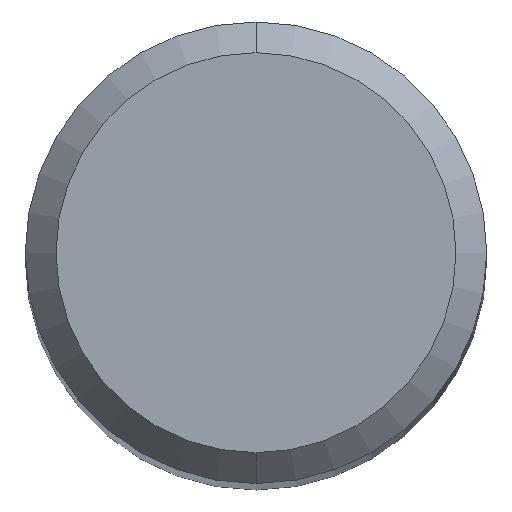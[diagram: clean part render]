
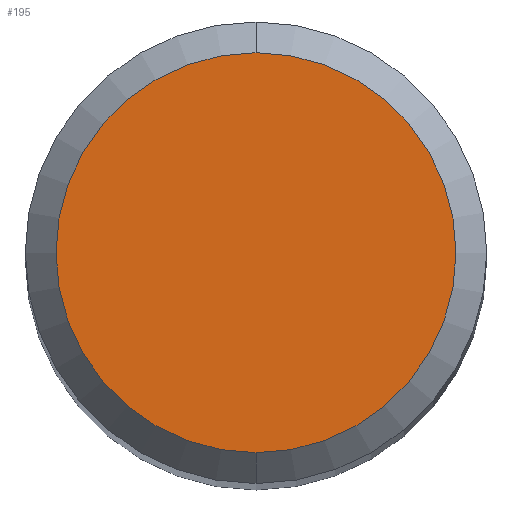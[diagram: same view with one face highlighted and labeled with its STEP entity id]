
A CAD part, top view. The second image highlights one B-rep face of the part: STEP entity #195.
In plain terms, the highlighted planar face has unit normal (0, 0, 1).
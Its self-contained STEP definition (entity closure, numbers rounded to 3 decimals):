
#139=EDGE_CURVE('',#147,#163,#297,.T.);
#147=VERTEX_POINT('',#305);
#163=VERTEX_POINT('',#322);
#195=ADVANCED_FACE('',(#358),#359,.T.);
#201=EDGE_CURVE('',#163,#147,#365,.T.);
#297=CIRCLE('',#472,2.6);
#305=CARTESIAN_POINT('',(0.,-2.6,0.));
#322=CARTESIAN_POINT('',(0.0,2.6,0.));
#358=FACE_OUTER_BOUND('',#551,.T.);
#359=PLANE('',#552);
#365=CIRCLE('',#563,2.6);
#472=AXIS2_PLACEMENT_3D('',#677,#678,#679);
#551=EDGE_LOOP('',(#745,#746));
#552=AXIS2_PLACEMENT_3D('',#747,#748,#749);
#563=AXIS2_PLACEMENT_3D('',#752,#753,#754);
#677=CARTESIAN_POINT('',(0.0,0.0,0.));
#678=DIRECTION('',(0.0,0.0,-1.0));
#679=DIRECTION('',(0.0,1.0,0.0));
#745=ORIENTED_EDGE('',*,*,#201,.F.);
#746=ORIENTED_EDGE('',*,*,#139,.F.);
#747=CARTESIAN_POINT('',(0.0,1.3,0.));
#748=DIRECTION('',(-0.0,0.0,1.0));
#749=DIRECTION('',(0.0,-1.0,0.0));
#752=CARTESIAN_POINT('',(0.0,0.0,0.));
#753=DIRECTION('',(0.0,0.0,-1.0));
#754=DIRECTION('',(0.0,1.0,0.0));
